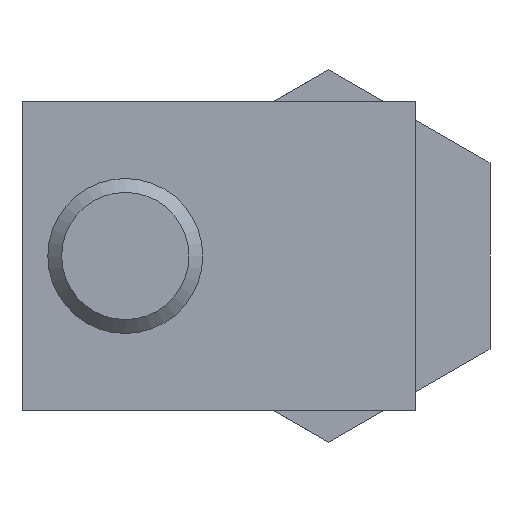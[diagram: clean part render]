
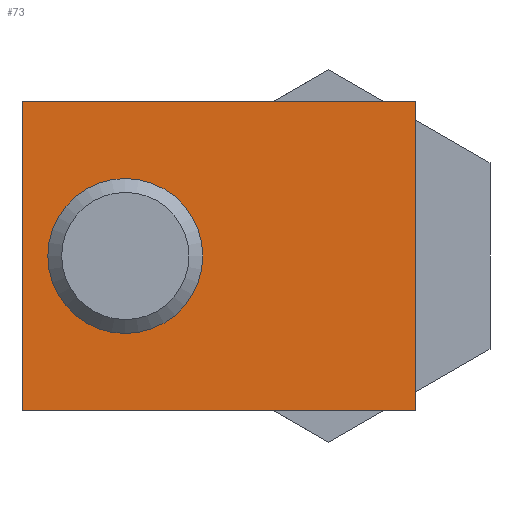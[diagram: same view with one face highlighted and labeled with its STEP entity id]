
A CAD part, front view. The second image highlights one B-rep face of the part: STEP entity #73.
In plain terms, the highlighted planar face has unit normal (0, -1, 0).
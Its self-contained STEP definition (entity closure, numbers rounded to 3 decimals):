
#73 = ADVANCED_FACE( '', ( #179, #180 ), #181, .F. );
#179 = FACE_BOUND( '', #326, .T. );
#180 = FACE_OUTER_BOUND( '', #327, .T. );
#181 = PLANE( '', #328 );
#326 = EDGE_LOOP( '', ( #483 ) );
#327 = EDGE_LOOP( '', ( #484, #485, #486, #487 ) );
#328 = AXIS2_PLACEMENT_3D( '', #488, #489, #490 );
#483 = ORIENTED_EDGE( '', *, *, #836, .F. );
#484 = ORIENTED_EDGE( '', *, *, #837, .T. );
#485 = ORIENTED_EDGE( '', *, *, #838, .F. );
#486 = ORIENTED_EDGE( '', *, *, #839, .F. );
#487 = ORIENTED_EDGE( '', *, *, #830, .T. );
#488 = CARTESIAN_POINT( '', ( 5.75, -22.5, 12. ) );
#489 = DIRECTION( '', ( 0., 1., 0. ) );
#490 = DIRECTION( '', ( 0., 0., 1. ) );
#830 = EDGE_CURVE( '', #978, #976, #979, .T. );
#836 = EDGE_CURVE( '', #987, #987, #988, .F. );
#837 = EDGE_CURVE( '', #976, #989, #990, .T. );
#838 = EDGE_CURVE( '', #991, #989, #992, .T. );
#839 = EDGE_CURVE( '', #978, #991, #993, .T. );
#976 = VERTEX_POINT( '', #1187 );
#978 = VERTEX_POINT( '', #1190 );
#979 = LINE( '', #1191, #1192 );
#987 = VERTEX_POINT( '', #1202 );
#988 = CIRCLE( '', #1203, 6. );
#989 = VERTEX_POINT( '', #1204 );
#990 = LINE( '', #1205, #1206 );
#991 = VERTEX_POINT( '', #1207 );
#992 = LINE( '', #1208, #1209 );
#993 = LINE( '', #1210, #1211 );
#1187 = CARTESIAN_POINT( '', ( -24.75, -22.5, 12. ) );
#1190 = CARTESIAN_POINT( '', ( 5.75, -22.5, 12. ) );
#1191 = CARTESIAN_POINT( '', ( 5.75, -22.5, 12. ) );
#1192 = VECTOR( '', #1456, 1000. );
#1202 = CARTESIAN_POINT( '', ( -16.75, -22.5, 6. ) );
#1203 = AXIS2_PLACEMENT_3D( '', #1462, #1463, #1464 );
#1204 = CARTESIAN_POINT( '', ( -24.75, -22.5, -12. ) );
#1205 = CARTESIAN_POINT( '', ( -24.75, -22.5, 12. ) );
#1206 = VECTOR( '', #1465, 1000. );
#1207 = CARTESIAN_POINT( '', ( 5.75, -22.5, -12. ) );
#1208 = CARTESIAN_POINT( '', ( 5.75, -22.5, -12. ) );
#1209 = VECTOR( '', #1466, 1000. );
#1210 = CARTESIAN_POINT( '', ( 5.75, -22.5, 12. ) );
#1211 = VECTOR( '', #1467, 1000. );
#1456 = DIRECTION( '', ( -1., 0., 0. ) );
#1462 = CARTESIAN_POINT( '', ( -16.75, -22.5, 0. ) );
#1463 = DIRECTION( '', ( 0., 1., 0. ) );
#1464 = DIRECTION( '', ( 0., 0., 1. ) );
#1465 = DIRECTION( '', ( 0., 0., -1. ) );
#1466 = DIRECTION( '', ( -1., 0., 0. ) );
#1467 = DIRECTION( '', ( 0., 0., -1. ) );
